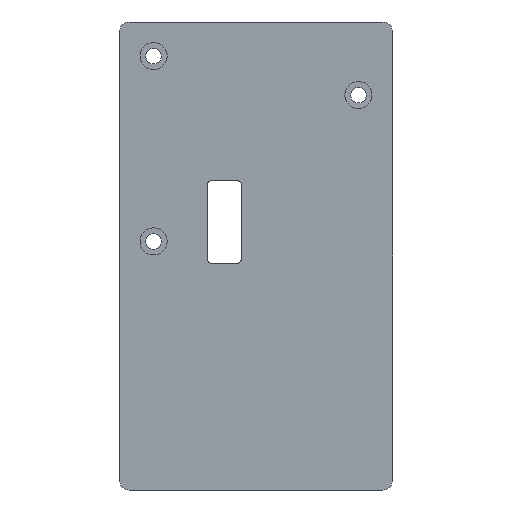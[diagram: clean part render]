
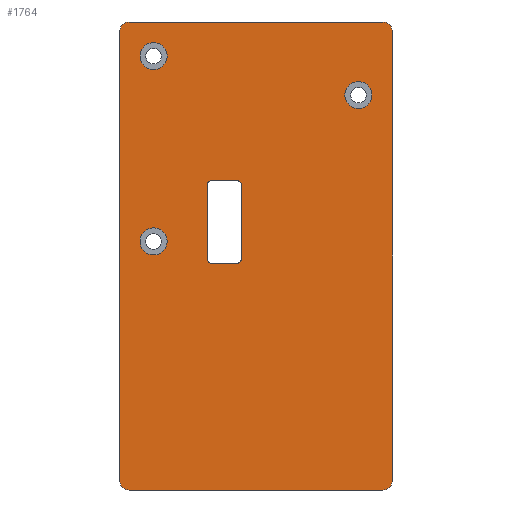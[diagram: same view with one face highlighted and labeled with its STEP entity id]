
A CAD part, front view. The second image highlights one B-rep face of the part: STEP entity #1764.
In plain terms, the highlighted planar face has unit normal (0, -1, 0).
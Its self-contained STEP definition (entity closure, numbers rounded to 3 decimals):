
#30=FACE_BOUND('',#350,.T.);
#31=FACE_BOUND('',#351,.T.);
#32=FACE_BOUND('',#352,.T.);
#33=FACE_BOUND('',#353,.T.);
#130=CIRCLE('',#1881,2.);
#135=CIRCLE('',#1893,2.);
#138=CIRCLE('',#1899,2.);
#139=CIRCLE('',#1902,2.);
#140=CIRCLE('',#1908,1.);
#141=CIRCLE('',#1911,1.);
#142=CIRCLE('',#1914,1.);
#143=CIRCLE('',#1917,1.);
#146=CIRCLE('',#1923,2.775);
#149=CIRCLE('',#1929,2.775);
#152=CIRCLE('',#1935,2.775);
#243=FACE_OUTER_BOUND('',#349,.T.);
#349=EDGE_LOOP('',(#1603,#1604,#1605,#1606,#1607,#1608,#1609,#1610));
#350=EDGE_LOOP('',(#1611,#1612,#1613,#1614,#1615,#1616,#1617,#1618));
#351=EDGE_LOOP('',(#1619));
#352=EDGE_LOOP('',(#1620));
#353=EDGE_LOOP('',(#1621));
#482=LINE('',#2832,#654);
#494=LINE('',#2866,#666);
#503=LINE('',#2888,#675);
#505=LINE('',#2894,#677);
#511=LINE('',#2909,#683);
#514=LINE('',#2917,#686);
#517=LINE('',#2925,#689);
#519=LINE('',#2931,#691);
#654=VECTOR('',#2300,10.);
#666=VECTOR('',#2336,10.);
#675=VECTOR('',#2357,10.);
#677=VECTOR('',#2365,10.);
#683=VECTOR('',#2383,10.);
#686=VECTOR('',#2392,10.);
#689=VECTOR('',#2401,10.);
#691=VECTOR('',#2409,10.);
#827=VERTEX_POINT('',#2822);
#828=VERTEX_POINT('',#2824);
#830=VERTEX_POINT('',#2830);
#838=VERTEX_POINT('',#2858);
#840=VERTEX_POINT('',#2864);
#846=VERTEX_POINT('',#2882);
#847=VERTEX_POINT('',#2886);
#848=VERTEX_POINT('',#2890);
#849=VERTEX_POINT('',#2901);
#850=VERTEX_POINT('',#2903);
#851=VERTEX_POINT('',#2907);
#852=VERTEX_POINT('',#2911);
#853=VERTEX_POINT('',#2915);
#854=VERTEX_POINT('',#2919);
#855=VERTEX_POINT('',#2923);
#856=VERTEX_POINT('',#2927);
#859=VERTEX_POINT('',#2938);
#862=VERTEX_POINT('',#2949);
#865=VERTEX_POINT('',#2960);
#1048=EDGE_CURVE('',#827,#828,#130,.T.);
#1052=EDGE_CURVE('',#830,#827,#482,.T.);
#1066=EDGE_CURVE('',#838,#830,#135,.T.);
#1069=EDGE_CURVE('',#840,#838,#494,.T.);
#1079=EDGE_CURVE('',#846,#840,#138,.T.);
#1081=EDGE_CURVE('',#847,#846,#503,.T.);
#1083=EDGE_CURVE('',#848,#847,#139,.T.);
#1084=EDGE_CURVE('',#828,#848,#505,.T.);
#1088=EDGE_CURVE('',#849,#850,#140,.T.);
#1091=EDGE_CURVE('',#849,#851,#511,.T.);
#1093=EDGE_CURVE('',#852,#851,#141,.T.);
#1095=EDGE_CURVE('',#852,#853,#514,.T.);
#1097=EDGE_CURVE('',#854,#853,#142,.T.);
#1099=EDGE_CURVE('',#854,#855,#517,.T.);
#1101=EDGE_CURVE('',#856,#855,#143,.T.);
#1102=EDGE_CURVE('',#856,#850,#519,.T.);
#1105=EDGE_CURVE('',#859,#859,#146,.T.);
#1110=EDGE_CURVE('',#862,#862,#149,.T.);
#1115=EDGE_CURVE('',#865,#865,#152,.T.);
#1603=ORIENTED_EDGE('',*,*,#1048,.F.);
#1604=ORIENTED_EDGE('',*,*,#1052,.F.);
#1605=ORIENTED_EDGE('',*,*,#1066,.F.);
#1606=ORIENTED_EDGE('',*,*,#1069,.F.);
#1607=ORIENTED_EDGE('',*,*,#1079,.F.);
#1608=ORIENTED_EDGE('',*,*,#1081,.F.);
#1609=ORIENTED_EDGE('',*,*,#1083,.F.);
#1610=ORIENTED_EDGE('',*,*,#1084,.F.);
#1611=ORIENTED_EDGE('',*,*,#1102,.T.);
#1612=ORIENTED_EDGE('',*,*,#1088,.F.);
#1613=ORIENTED_EDGE('',*,*,#1091,.T.);
#1614=ORIENTED_EDGE('',*,*,#1093,.F.);
#1615=ORIENTED_EDGE('',*,*,#1095,.T.);
#1616=ORIENTED_EDGE('',*,*,#1097,.F.);
#1617=ORIENTED_EDGE('',*,*,#1099,.T.);
#1618=ORIENTED_EDGE('',*,*,#1101,.F.);
#1619=ORIENTED_EDGE('',*,*,#1105,.T.);
#1620=ORIENTED_EDGE('',*,*,#1110,.T.);
#1621=ORIENTED_EDGE('',*,*,#1115,.T.);
#1673=PLANE('',#1937);
#1764=ADVANCED_FACE('',(#243,#30,#31,#32,#33),#1673,.F.);
#1881=AXIS2_PLACEMENT_3D('',#2825,#2293,#2294);
#1893=AXIS2_PLACEMENT_3D('',#2860,#2330,#2331);
#1899=AXIS2_PLACEMENT_3D('',#2884,#2352,#2353);
#1902=AXIS2_PLACEMENT_3D('',#2892,#2361,#2362);
#1908=AXIS2_PLACEMENT_3D('',#2904,#2377,#2378);
#1911=AXIS2_PLACEMENT_3D('',#2913,#2387,#2388);
#1914=AXIS2_PLACEMENT_3D('',#2921,#2396,#2397);
#1917=AXIS2_PLACEMENT_3D('',#2929,#2405,#2406);
#1923=AXIS2_PLACEMENT_3D('',#2939,#2418,#2419);
#1929=AXIS2_PLACEMENT_3D('',#2950,#2432,#2433);
#1935=AXIS2_PLACEMENT_3D('',#2961,#2446,#2447);
#1937=AXIS2_PLACEMENT_3D('',#2965,#2452,#2453);
#2293=DIRECTION('center_axis',(0.,1.,0.));
#2294=DIRECTION('ref_axis',(-0.707,0.,-0.707));
#2300=DIRECTION('',(-1.,0.,0.));
#2330=DIRECTION('center_axis',(0.,1.,0.));
#2331=DIRECTION('ref_axis',(0.707,0.,-0.707));
#2336=DIRECTION('',(0.,0.,-1.));
#2352=DIRECTION('center_axis',(0.,1.,0.));
#2353=DIRECTION('ref_axis',(0.707,0.,0.707));
#2357=DIRECTION('',(1.,0.,0.));
#2361=DIRECTION('center_axis',(0.,1.,0.));
#2362=DIRECTION('ref_axis',(-0.707,0.,0.707));
#2365=DIRECTION('',(0.,0.,1.));
#2377=DIRECTION('center_axis',(0.,-1.,0.));
#2378=DIRECTION('ref_axis',(0.707,0.,-0.707));
#2383=DIRECTION('',(-1.,0.,0.));
#2387=DIRECTION('center_axis',(0.,-1.,0.));
#2388=DIRECTION('ref_axis',(-0.707,0.,-0.707));
#2392=DIRECTION('',(0.,0.,1.));
#2396=DIRECTION('center_axis',(0.,-1.,0.));
#2397=DIRECTION('ref_axis',(-0.707,0.,0.707));
#2401=DIRECTION('',(1.,0.,0.));
#2405=DIRECTION('center_axis',(0.,-1.,0.));
#2406=DIRECTION('ref_axis',(0.707,0.,0.707));
#2409=DIRECTION('',(0.,0.,-1.));
#2418=DIRECTION('center_axis',(0.,1.,0.));
#2419=DIRECTION('ref_axis',(0.,0.,-1.));
#2432=DIRECTION('center_axis',(0.,1.,0.));
#2433=DIRECTION('ref_axis',(0.,0.,-1.));
#2446=DIRECTION('center_axis',(0.,1.,0.));
#2447=DIRECTION('ref_axis',(0.,0.,-1.));
#2452=DIRECTION('center_axis',(0.,1.,0.));
#2453=DIRECTION('ref_axis',(1.,0.,0.));
#2822=CARTESIAN_POINT('',(-26.,0.,-48.));
#2824=CARTESIAN_POINT('',(-28.,0.,-46.));
#2825=CARTESIAN_POINT('Origin',(-26.,0.,-46.));
#2830=CARTESIAN_POINT('',(26.,0.,-48.));
#2832=CARTESIAN_POINT('',(28.,0.,-48.));
#2858=CARTESIAN_POINT('',(28.,0.,-46.));
#2860=CARTESIAN_POINT('Origin',(26.,0.,-46.));
#2864=CARTESIAN_POINT('',(28.,0.,46.));
#2866=CARTESIAN_POINT('',(28.,0.,48.));
#2882=CARTESIAN_POINT('',(26.,0.,48.));
#2884=CARTESIAN_POINT('Origin',(26.,0.,46.));
#2886=CARTESIAN_POINT('',(-26.,0.,48.));
#2888=CARTESIAN_POINT('',(-28.,0.,48.));
#2890=CARTESIAN_POINT('',(-28.,0.,46.));
#2892=CARTESIAN_POINT('Origin',(-26.,0.,46.));
#2894=CARTESIAN_POINT('',(-28.,0.,-48.));
#2901=CARTESIAN_POINT('',(-4.,0.,-1.5));
#2903=CARTESIAN_POINT('',(-3.,0.,-0.5));
#2904=CARTESIAN_POINT('Origin',(-4.,0.,-0.5));
#2907=CARTESIAN_POINT('',(-9.,0.,-1.5));
#2909=CARTESIAN_POINT('',(-5.,0.,-1.5));
#2911=CARTESIAN_POINT('',(-10.,0.,-0.5));
#2913=CARTESIAN_POINT('Origin',(-9.,0.,-0.5));
#2915=CARTESIAN_POINT('',(-10.,0.,14.5));
#2917=CARTESIAN_POINT('',(-10.,0.,7.75));
#2919=CARTESIAN_POINT('',(-9.,0.,15.5));
#2921=CARTESIAN_POINT('Origin',(-9.,0.,14.5));
#2923=CARTESIAN_POINT('',(-4.,0.,15.5));
#2925=CARTESIAN_POINT('',(-1.5,0.,15.5));
#2927=CARTESIAN_POINT('',(-3.,0.,14.5));
#2929=CARTESIAN_POINT('Origin',(-4.,0.,14.5));
#2931=CARTESIAN_POINT('',(-3.,0.,-0.75));
#2938=CARTESIAN_POINT('',(-21.,0.,43.775));
#2939=CARTESIAN_POINT('Origin',(-21.,0.,41.));
#2949=CARTESIAN_POINT('',(-21.,0.,5.775));
#2950=CARTESIAN_POINT('Origin',(-21.,0.,3.));
#2960=CARTESIAN_POINT('',(21.,0.,35.775));
#2961=CARTESIAN_POINT('Origin',(21.,0.,33.));
#2965=CARTESIAN_POINT('Origin',(0.,0.,0.));
